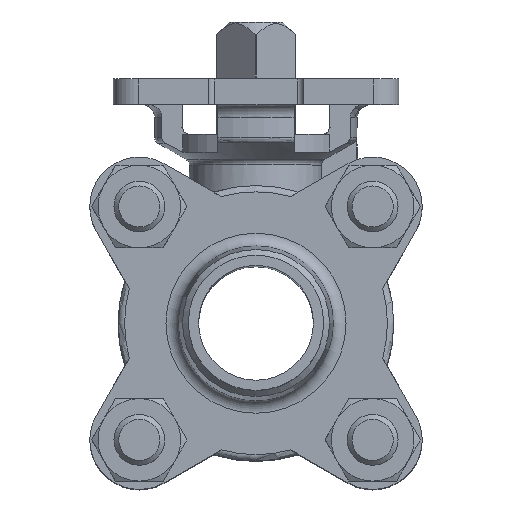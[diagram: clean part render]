
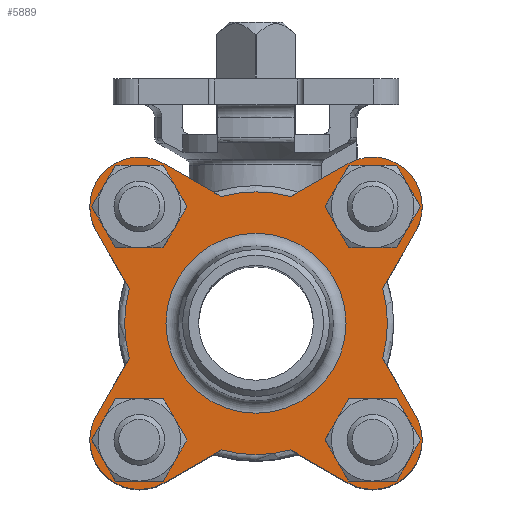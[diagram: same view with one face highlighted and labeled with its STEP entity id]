
A CAD part, top view. The second image highlights one B-rep face of the part: STEP entity #5889.
In plain terms, the highlighted planar face has unit normal (0, 0, 1).
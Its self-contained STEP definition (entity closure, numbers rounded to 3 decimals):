
#186=LINE('',#10118,#454);
#187=LINE('',#10122,#455);
#188=LINE('',#10123,#456);
#189=LINE('',#10127,#457);
#190=LINE('',#10128,#458);
#191=LINE('',#10132,#459);
#192=LINE('',#10133,#460);
#193=LINE('',#10137,#461);
#454=VECTOR('',#7618,1000.);
#455=VECTOR('',#7621,1000.);
#456=VECTOR('',#7622,1000.);
#457=VECTOR('',#7625,1000.);
#458=VECTOR('',#7626,1000.);
#459=VECTOR('',#7629,1000.);
#460=VECTOR('',#7630,1000.);
#461=VECTOR('',#7633,1000.);
#609=PLANE('',#6467);
#917=CIRCLE('',#6331,20.7);
#920=CIRCLE('',#6335,20.7);
#922=CIRCLE('',#6338,20.7);
#1008=CIRCLE('',#6468,6.);
#1009=CIRCLE('',#6469,6.);
#1010=CIRCLE('',#6470,6.);
#1011=CIRCLE('',#6471,6.);
#1012=CIRCLE('',#6472,20.7);
#1013=CIRCLE('',#6473,7.8);
#1014=CIRCLE('',#6474,7.8);
#1015=CIRCLE('',#6475,7.8);
#1016=CIRCLE('',#6476,7.8);
#1017=CIRCLE('',#6477,14.181);
#1735=ORIENTED_EDGE('',*,*,#3422,.F.);
#1736=ORIENTED_EDGE('',*,*,#3423,.F.);
#1737=ORIENTED_EDGE('',*,*,#3424,.F.);
#1738=ORIENTED_EDGE('',*,*,#3425,.F.);
#1739=ORIENTED_EDGE('',*,*,#3426,.F.);
#1740=ORIENTED_EDGE('',*,*,#3427,.T.);
#1741=ORIENTED_EDGE('',*,*,#3428,.T.);
#1742=ORIENTED_EDGE('',*,*,#3429,.T.);
#1743=ORIENTED_EDGE('',*,*,#3185,.F.);
#1744=ORIENTED_EDGE('',*,*,#3430,.T.);
#1745=ORIENTED_EDGE('',*,*,#3431,.T.);
#1746=ORIENTED_EDGE('',*,*,#3432,.T.);
#1747=ORIENTED_EDGE('',*,*,#3191,.F.);
#1748=ORIENTED_EDGE('',*,*,#3433,.T.);
#1749=ORIENTED_EDGE('',*,*,#3434,.T.);
#1750=ORIENTED_EDGE('',*,*,#3435,.T.);
#1751=ORIENTED_EDGE('',*,*,#3195,.F.);
#1752=ORIENTED_EDGE('',*,*,#3436,.T.);
#1753=ORIENTED_EDGE('',*,*,#3437,.T.);
#1754=ORIENTED_EDGE('',*,*,#3438,.T.);
#1755=ORIENTED_EDGE('',*,*,#3439,.T.);
#3185=EDGE_CURVE('',#4025,#4027,#917,.T.);
#3191=EDGE_CURVE('',#4032,#4030,#920,.T.);
#3195=EDGE_CURVE('',#4036,#4034,#922,.T.);
#3422=EDGE_CURVE('',#4202,#4202,#1008,.T.);
#3423=EDGE_CURVE('',#4203,#4203,#1009,.T.);
#3424=EDGE_CURVE('',#4204,#4204,#1010,.T.);
#3425=EDGE_CURVE('',#4205,#4205,#1011,.T.);
#3426=EDGE_CURVE('',#4206,#4207,#1012,.T.);
#3427=EDGE_CURVE('',#4206,#4208,#186,.T.);
#3428=EDGE_CURVE('',#4208,#4209,#1013,.T.);
#3429=EDGE_CURVE('',#4209,#4027,#187,.T.);
#3430=EDGE_CURVE('',#4025,#4210,#188,.T.);
#3431=EDGE_CURVE('',#4210,#4211,#1014,.T.);
#3432=EDGE_CURVE('',#4211,#4030,#189,.T.);
#3433=EDGE_CURVE('',#4032,#4212,#190,.T.);
#3434=EDGE_CURVE('',#4212,#4213,#1015,.T.);
#3435=EDGE_CURVE('',#4213,#4034,#191,.T.);
#3436=EDGE_CURVE('',#4036,#4214,#192,.T.);
#3437=EDGE_CURVE('',#4214,#4215,#1016,.T.);
#3438=EDGE_CURVE('',#4215,#4207,#193,.T.);
#3439=EDGE_CURVE('',#4216,#4216,#1017,.T.);
#4025=VERTEX_POINT('',#9415);
#4027=VERTEX_POINT('',#9418);
#4030=VERTEX_POINT('',#9433);
#4032=VERTEX_POINT('',#9441);
#4034=VERTEX_POINT('',#9450);
#4036=VERTEX_POINT('',#9458);
#4202=VERTEX_POINT('',#10108);
#4203=VERTEX_POINT('',#10110);
#4204=VERTEX_POINT('',#10112);
#4205=VERTEX_POINT('',#10114);
#4206=VERTEX_POINT('',#10116);
#4207=VERTEX_POINT('',#10117);
#4208=VERTEX_POINT('',#10119);
#4209=VERTEX_POINT('',#10121);
#4210=VERTEX_POINT('',#10124);
#4211=VERTEX_POINT('',#10126);
#4212=VERTEX_POINT('',#10129);
#4213=VERTEX_POINT('',#10131);
#4214=VERTEX_POINT('',#10134);
#4215=VERTEX_POINT('',#10136);
#4216=VERTEX_POINT('',#10139);
#4837=EDGE_LOOP('',(#1735));
#4838=EDGE_LOOP('',(#1736));
#4839=EDGE_LOOP('',(#1737));
#4840=EDGE_LOOP('',(#1738));
#4841=EDGE_LOOP('',(#1739,#1740,#1741,#1742,#1743,#1744,#1745,#1746,#1747,
#1748,#1749,#1750,#1751,#1752,#1753,#1754));
#4842=EDGE_LOOP('',(#1755));
#5319=FACE_BOUND('',#4837,.T.);
#5320=FACE_BOUND('',#4838,.T.);
#5321=FACE_BOUND('',#4839,.T.);
#5322=FACE_BOUND('',#4840,.T.);
#5323=FACE_BOUND('',#4841,.T.);
#5324=FACE_BOUND('',#4842,.T.);
#5889=ADVANCED_FACE('',(#5319,#5320,#5321,#5322,#5323,#5324),#609,.F.);
#6331=AXIS2_PLACEMENT_3D('',#9417,#7253,#7254);
#6335=AXIS2_PLACEMENT_3D('',#9442,#7261,#7262);
#6338=AXIS2_PLACEMENT_3D('',#9459,#7267,#7268);
#6467=AXIS2_PLACEMENT_3D('',#10106,#7606,#7607);
#6468=AXIS2_PLACEMENT_3D('',#10107,#7608,#7609);
#6469=AXIS2_PLACEMENT_3D('',#10109,#7610,#7611);
#6470=AXIS2_PLACEMENT_3D('',#10111,#7612,#7613);
#6471=AXIS2_PLACEMENT_3D('',#10113,#7614,#7615);
#6472=AXIS2_PLACEMENT_3D('',#10115,#7616,#7617);
#6473=AXIS2_PLACEMENT_3D('',#10120,#7619,#7620);
#6474=AXIS2_PLACEMENT_3D('',#10125,#7623,#7624);
#6475=AXIS2_PLACEMENT_3D('',#10130,#7627,#7628);
#6476=AXIS2_PLACEMENT_3D('',#10135,#7631,#7632);
#6477=AXIS2_PLACEMENT_3D('',#10138,#7634,#7635);
#7253=DIRECTION('',(0.,0.,-1.));
#7254=DIRECTION('',(-1.,0.,0.));
#7261=DIRECTION('',(0.,0.,-1.));
#7262=DIRECTION('',(-1.,0.,0.));
#7267=DIRECTION('',(0.,0.,-1.));
#7268=DIRECTION('',(-1.,0.,0.));
#7606=DIRECTION('',(0.,0.,-1.));
#7607=DIRECTION('',(-1.,0.,0.));
#7608=DIRECTION('',(0.,0.,1.));
#7609=DIRECTION('',(1.,0.,0.));
#7610=DIRECTION('',(0.,0.,1.));
#7611=DIRECTION('',(1.,0.,0.));
#7612=DIRECTION('',(0.,0.,1.));
#7613=DIRECTION('',(1.,0.,0.));
#7614=DIRECTION('',(0.,0.,1.));
#7615=DIRECTION('',(1.,0.,0.));
#7616=DIRECTION('',(0.,0.,-1.));
#7617=DIRECTION('',(-1.,0.,0.));
#7618=DIRECTION('',(-0.866,0.5,0.));
#7619=DIRECTION('',(0.,0.,1.));
#7620=DIRECTION('',(1.,0.,0.));
#7621=DIRECTION('',(0.5,-0.866,0.));
#7622=DIRECTION('',(-0.5,-0.866,0.));
#7623=DIRECTION('',(0.,0.,1.));
#7624=DIRECTION('',(1.,0.,0.));
#7625=DIRECTION('',(0.866,0.5,0.));
#7626=DIRECTION('',(0.866,-0.5,0.));
#7627=DIRECTION('',(0.,0.,1.));
#7628=DIRECTION('',(1.,0.,0.));
#7629=DIRECTION('',(-0.5,0.866,0.));
#7630=DIRECTION('',(0.5,0.866,0.));
#7631=DIRECTION('',(0.,0.,1.));
#7632=DIRECTION('',(1.,0.,0.));
#7633=DIRECTION('',(-0.866,-0.5,0.));
#7634=DIRECTION('',(0.,0.,-1.));
#7635=DIRECTION('',(-1.,0.,0.));
#9415=CARTESIAN_POINT('',(-19.955,-5.504,24.8));
#9417=CARTESIAN_POINT('',(0.,0.,24.8));
#9418=CARTESIAN_POINT('',(-19.955,5.504,24.8));
#9433=CARTESIAN_POINT('',(-5.504,-19.955,24.8));
#9441=CARTESIAN_POINT('',(5.504,-19.955,24.8));
#9442=CARTESIAN_POINT('',(0.,0.,24.8));
#9450=CARTESIAN_POINT('',(19.955,-5.504,24.8));
#9458=CARTESIAN_POINT('',(19.955,5.504,24.8));
#9459=CARTESIAN_POINT('',(0.,0.,24.8));
#10106=CARTESIAN_POINT('',(0.,0.,24.8));
#10107=CARTESIAN_POINT('',(18.385,-18.385,24.8));
#10108=CARTESIAN_POINT('',(24.385,-18.385,24.8));
#10109=CARTESIAN_POINT('',(-18.385,-18.385,24.8));
#10110=CARTESIAN_POINT('',(-12.385,-18.385,24.8));
#10111=CARTESIAN_POINT('',(-18.385,18.385,24.8));
#10112=CARTESIAN_POINT('',(-12.385,18.385,24.8));
#10113=CARTESIAN_POINT('',(18.385,18.385,24.8));
#10114=CARTESIAN_POINT('',(24.385,18.385,24.8));
#10115=CARTESIAN_POINT('',(0.,0.,24.8));
#10116=CARTESIAN_POINT('',(-5.504,19.955,24.8));
#10117=CARTESIAN_POINT('',(5.504,19.955,24.8));
#10118=CARTESIAN_POINT('',(0.,16.777,24.8));
#10119=CARTESIAN_POINT('',(-14.485,25.14,24.8));
#10120=CARTESIAN_POINT('',(-18.385,18.385,24.8));
#10121=CARTESIAN_POINT('',(-25.14,14.485,24.8));
#10122=CARTESIAN_POINT('',(-25.14,14.485,24.8));
#10123=CARTESIAN_POINT('',(-16.777,0.,24.8));
#10124=CARTESIAN_POINT('',(-25.14,-14.485,24.8));
#10125=CARTESIAN_POINT('',(-18.385,-18.385,24.8));
#10126=CARTESIAN_POINT('',(-14.485,-25.14,24.8));
#10127=CARTESIAN_POINT('',(-14.485,-25.14,24.8));
#10128=CARTESIAN_POINT('',(0.,-16.777,24.8));
#10129=CARTESIAN_POINT('',(14.485,-25.14,24.8));
#10130=CARTESIAN_POINT('',(18.385,-18.385,24.8));
#10131=CARTESIAN_POINT('',(25.14,-14.485,24.8));
#10132=CARTESIAN_POINT('',(25.14,-14.485,24.8));
#10133=CARTESIAN_POINT('',(16.777,0.,24.8));
#10134=CARTESIAN_POINT('',(25.14,14.485,24.8));
#10135=CARTESIAN_POINT('',(18.385,18.385,24.8));
#10136=CARTESIAN_POINT('',(14.485,25.14,24.8));
#10137=CARTESIAN_POINT('',(14.485,25.14,24.8));
#10138=CARTESIAN_POINT('',(0.,0.,24.8));
#10139=CARTESIAN_POINT('',(-14.181,0.,24.8));
